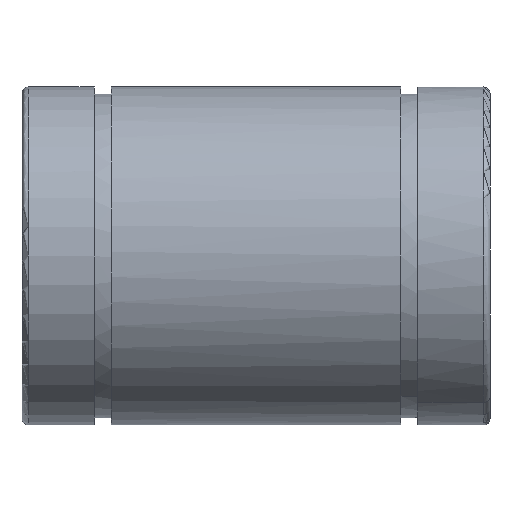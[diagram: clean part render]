
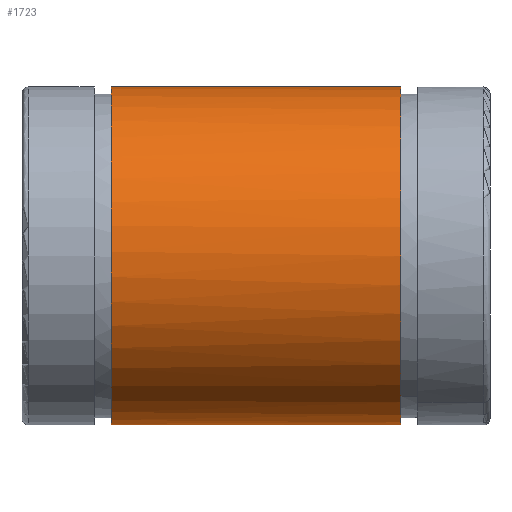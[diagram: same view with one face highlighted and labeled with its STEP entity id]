
A CAD part, front view. The second image highlights one B-rep face of the part: STEP entity #1723.
In plain terms, the highlighted cylindrical face has radius 13 mm (diameter 26 mm), a partial arc.
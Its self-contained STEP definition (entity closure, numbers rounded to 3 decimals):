
#1710=AXIS2_PLACEMENT_3D('Cylinder Axis2P3D',#1707,#1708,#1709) ;
#1714=AXIS2_PLACEMENT_3D('Circle Axis2P3D',#1712,#1713,$) ;
#406=CARTESIAN_POINT('Vertex',(6.85,0.,-13.)) ;
#410=CARTESIAN_POINT('Control Point',(6.85,0.,13.)) ;
#411=CARTESIAN_POINT('Control Point',(6.85,-1.236,13.)) ;
#412=CARTESIAN_POINT('Control Point',(6.85,-2.473,12.853)) ;
#413=CARTESIAN_POINT('Control Point',(6.85,-3.686,12.559)) ;
#414=CARTESIAN_POINT('Control Point',(6.85,-6.019,11.688)) ;
#415=CARTESIAN_POINT('Control Point',(6.85,-8.083,10.295)) ;
#416=CARTESIAN_POINT('Control Point',(6.85,-9.027,9.478)) ;
#417=CARTESIAN_POINT('Control Point',(6.85,-10.702,7.635)) ;
#418=CARTESIAN_POINT('Control Point',(6.85,-11.899,5.452)) ;
#419=CARTESIAN_POINT('Control Point',(6.85,-12.365,4.293)) ;
#420=CARTESIAN_POINT('Control Point',(6.85,-13.011,1.888)) ;
#421=CARTESIAN_POINT('Control Point',(6.85,-13.075,-0.601)) ;
#422=CARTESIAN_POINT('Control Point',(6.85,-12.958,-1.844)) ;
#423=CARTESIAN_POINT('Control Point',(6.85,-12.431,-4.278)) ;
#424=CARTESIAN_POINT('Control Point',(6.85,-11.349,-6.521)) ;
#425=CARTESIAN_POINT('Control Point',(6.85,-10.676,-7.572)) ;
#426=CARTESIAN_POINT('Control Point',(6.85,-9.093,-9.495)) ;
#427=CARTESIAN_POINT('Control Point',(6.85,-7.104,-10.993)) ;
#428=CARTESIAN_POINT('Control Point',(6.85,-6.025,-11.62)) ;
#429=CARTESIAN_POINT('Control Point',(6.85,-4.188,-12.411)) ;
#430=CARTESIAN_POINT('Control Point',(6.85,-2.243,-12.838)) ;
#431=CARTESIAN_POINT('Control Point',(6.85,-1.499,-12.946)) ;
#432=CARTESIAN_POINT('Control Point',(6.85,-0.749,-13.)) ;
#433=CARTESIAN_POINT('Control Point',(6.85,0.,-13.)) ;
#434=CARTESIAN_POINT('Vertex',(6.85,0.,13.)) ;
#467=CARTESIAN_POINT('Line Origine',(18.,0.,13.)) ;
#471=CARTESIAN_POINT('Vertex',(29.15,0.,13.)) ;
#1692=CARTESIAN_POINT('Vertex',(29.15,0.,-13.)) ;
#1695=CARTESIAN_POINT('Line Origine',(18.,0.,-13.)) ;
#1707=CARTESIAN_POINT('Axis2P3D Location',(18.,0.,0.)) ;
#1712=CARTESIAN_POINT('Axis2P3D Location',(29.15,0.,0.)) ;
#468=DIRECTION('Vector Direction',(1.,0.,0.)) ;
#1696=DIRECTION('Vector Direction',(1.,0.,0.)) ;
#1708=DIRECTION('Axis2P3D Direction',(1.,0.,0.)) ;
#1709=DIRECTION('Axis2P3D XDirection',(0.,0.,1.)) ;
#1713=DIRECTION('Axis2P3D Direction',(1.,0.,0.)) ;
#469=VECTOR('Line Direction',#468,1.) ;
#1697=VECTOR('Line Direction',#1696,1.) ;
#1718=ORIENTED_EDGE('',*,*,#1699,.T.) ;
#1719=ORIENTED_EDGE('',*,*,#1716,.T.) ;
#1720=ORIENTED_EDGE('',*,*,#473,.T.) ;
#1721=ORIENTED_EDGE('',*,*,#436,.T.) ;
#1723=ADVANCED_FACE('',(#1722),#1711,.T.) ;
#409=B_SPLINE_CURVE_WITH_KNOTS('',5,(#410,#411,#412,#413,#414,#415,#416,#417,#418,#419,#420,#421,#422,#423,#424,#425,#426,#427,#428,#429,#430,#431,#432,#433),.UNSPECIFIED.,.F.,.U.,(6,3,3,3,3,3,3,6),(0.,8.762,17.525,26.287,35.049,43.811,52.574,57.885),.UNSPECIFIED.) ;
#1715=CIRCLE('generated circle',#1714,13.) ;
#1711=CYLINDRICAL_SURFACE('generated cylinder',#1710,13.) ;
#436=EDGE_CURVE('',#435,#407,#409,.T.) ;
#473=EDGE_CURVE('',#472,#435,#470,.F.) ;
#1699=EDGE_CURVE('',#407,#1693,#1698,.T.) ;
#1716=EDGE_CURVE('',#1693,#472,#1715,.F.) ;
#1717=EDGE_LOOP('',(#1718,#1719,#1720,#1721)) ;
#1722=FACE_OUTER_BOUND('',#1717,.T.) ;
#470=LINE('Line',#467,#469) ;
#1698=LINE('Line',#1695,#1697) ;
#407=VERTEX_POINT('',#406) ;
#435=VERTEX_POINT('',#434) ;
#472=VERTEX_POINT('',#471) ;
#1693=VERTEX_POINT('',#1692) ;
